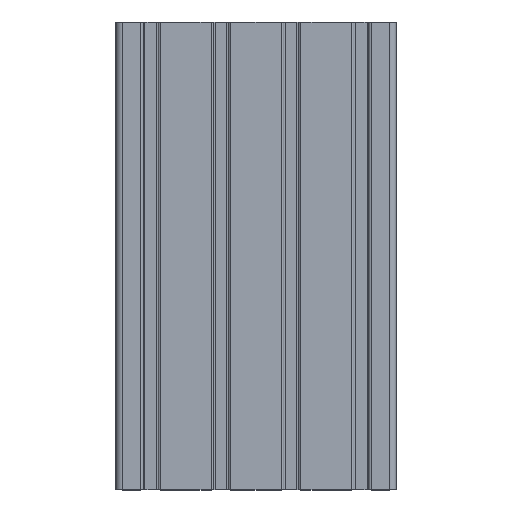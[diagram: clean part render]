
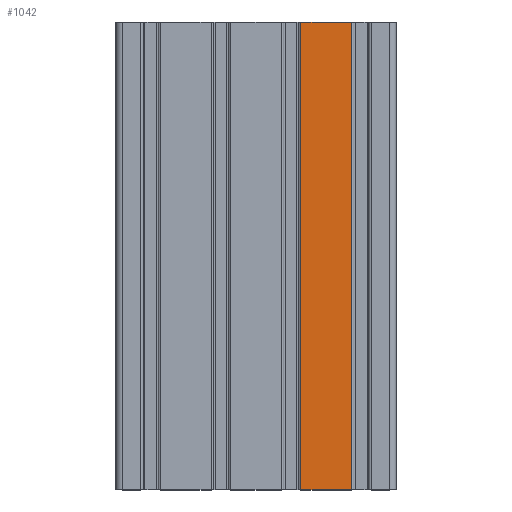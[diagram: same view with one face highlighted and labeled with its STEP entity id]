
A CAD part, top view. The second image highlights one B-rep face of the part: STEP entity #1042.
In plain terms, the highlighted planar face has unit normal (0, 0, 1).
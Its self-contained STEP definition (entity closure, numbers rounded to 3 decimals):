
#236 = PLANE ( 'NONE',  #891 ) ;
#498 = VECTOR ( 'NONE', #955, 1000. ) ;
#820 = LINE ( 'NONE', #1327, #13263 ) ;
#891 = AXIS2_PLACEMENT_3D ( 'NONE', #5292, #10780, #2293 ) ;
#901 = VECTOR ( 'NONE', #9348, 1000. ) ;
#955 = DIRECTION ( 'NONE',  ( 0., 1., 0. ) ) ;
#1042 = ADVANCED_FACE ( 'NONE', ( #4096 ), #236, .T. ) ;
#1111 = EDGE_CURVE ( 'NONE', #5989, #2132, #820, .T. ) ;
#1327 = CARTESIAN_POINT ( 'NONE',  ( 19.175, 0., 15. ) ) ;
#2132 = VERTEX_POINT ( 'NONE', #6357 ) ;
#2150 = CARTESIAN_POINT ( 'NONE',  ( 40.825, 0., 15. ) ) ;
#2293 = DIRECTION ( 'NONE',  ( 1., 0., 0. ) ) ;
#2532 = VERTEX_POINT ( 'NONE', #2967 ) ;
#2896 = LINE ( 'NONE', #2904, #901 ) ;
#2904 = CARTESIAN_POINT ( 'NONE',  ( 0., 200., 15. ) ) ;
#2967 = CARTESIAN_POINT ( 'NONE',  ( 40.825, 0., 15. ) ) ;
#3384 = EDGE_CURVE ( 'NONE', #2532, #10315, #3638, .T. ) ;
#3638 = LINE ( 'NONE', #2150, #498 ) ;
#4096 = FACE_OUTER_BOUND ( 'NONE', #9472, .T. ) ;
#4641 = DIRECTION ( 'NONE',  ( 0., -1., 0. ) ) ;
#5292 = CARTESIAN_POINT ( 'NONE',  ( 19.175, 0., 15. ) ) ;
#5362 = EDGE_CURVE ( 'NONE', #2132, #2532, #7877, .T. ) ;
#5492 = EDGE_CURVE ( 'NONE', #5989, #10315, #2896, .T. ) ;
#5989 = VERTEX_POINT ( 'NONE', #10674 ) ;
#6357 = CARTESIAN_POINT ( 'NONE',  ( 19.175, 0., 15. ) ) ;
#7877 = LINE ( 'NONE', #10979, #10352 ) ;
#8750 = DIRECTION ( 'NONE',  ( 1., 0., 0. ) ) ;
#9348 = DIRECTION ( 'NONE',  ( 1., 0., 0. ) ) ;
#9472 = EDGE_LOOP ( 'NONE', ( #12904, #11503, #13615, #10293 ) ) ;
#10293 = ORIENTED_EDGE ( 'NONE', *, *, #1111, .T. ) ;
#10315 = VERTEX_POINT ( 'NONE', #12829 ) ;
#10352 = VECTOR ( 'NONE', #8750, 1000. ) ;
#10674 = CARTESIAN_POINT ( 'NONE',  ( 19.175, 200., 15. ) ) ;
#10780 = DIRECTION ( 'NONE',  ( 0., 0., 1. ) ) ;
#10979 = CARTESIAN_POINT ( 'NONE',  ( 19.175, 0., 15. ) ) ;
#11503 = ORIENTED_EDGE ( 'NONE', *, *, #3384, .T. ) ;
#12829 = CARTESIAN_POINT ( 'NONE',  ( 40.825, 200., 15. ) ) ;
#12904 = ORIENTED_EDGE ( 'NONE', *, *, #5362, .T. ) ;
#13263 = VECTOR ( 'NONE', #4641, 1000. ) ;
#13615 = ORIENTED_EDGE ( 'NONE', *, *, #5492, .F. ) ;
